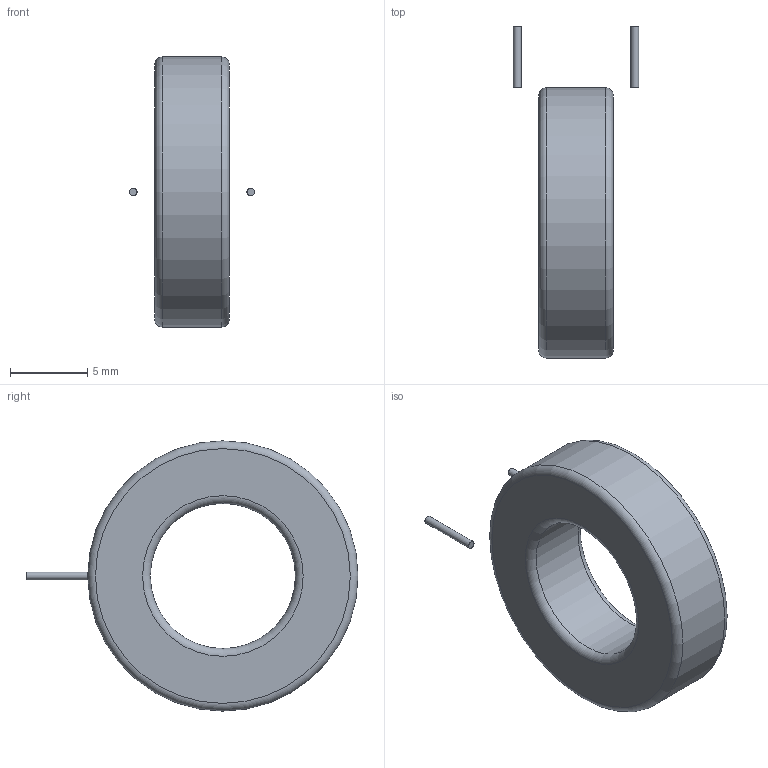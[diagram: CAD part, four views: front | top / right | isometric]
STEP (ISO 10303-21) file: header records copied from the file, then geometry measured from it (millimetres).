
FILE_DESCRIPTION(('FreeCAD Model'),'2;1');
FILE_NAME('Open CASCADE Shape Model','2024-01-09T16:58:06',('Author'),( ''),'Open CASCADE STEP processor 7.6','FreeCAD','Unknown');
FILE_SCHEMA(('AUTOMOTIVE_DESIGN { 1 0 10303 214 1 1 1 1 }'));
Length unit declared in the file: millimetre
Products named in the file (1): Fusion
Bounding box: 8.12 x 21.5 x 17.5 mm (x, y, z)
Volume: 819.1 mm3; surface area: 727.5 mm2
Topology: 3 solids, 3 shells, 14 faces, 20 edges, 12 vertices
Faces by surface type: plane 6, cylinder 4, torus 4
Full cylindrical faces by diameter (mm): 0.5 x2, 9.4 x1, 17.5 x1
Entity records: 348 total; most frequent: DIRECTION 66, CARTESIAN_POINT 47, ORIENTED_EDGE 40, AXIS2_PLACEMENT_3D 31, EDGE_CURVE 20, FACE_BOUND 16, EDGE_LOOP 16, CIRCLE 16
